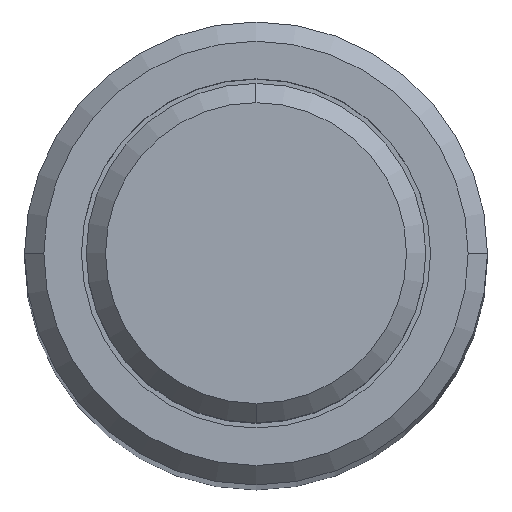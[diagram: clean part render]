
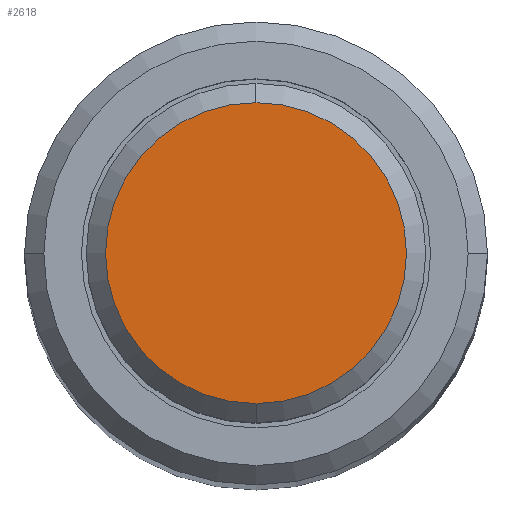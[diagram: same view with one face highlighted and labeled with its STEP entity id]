
A CAD part, top view. The second image highlights one B-rep face of the part: STEP entity #2618.
In plain terms, the highlighted planar face has unit normal (0, 0, 1).
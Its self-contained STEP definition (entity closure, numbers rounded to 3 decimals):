
#2141=CARTESIAN_POINT('',(0.,0.,81.6));
#2142=DIRECTION('',(0.,0.,-1.));
#2143=DIRECTION('',(0.,-1.,0.));
#2144=AXIS2_PLACEMENT_3D('',#2141,#2142,#2143);
#2146=CARTESIAN_POINT('',(0.,0.,81.6));
#2147=DIRECTION('',(0.,0.,-1.));
#2148=DIRECTION('',(0.,1.,0.));
#2149=AXIS2_PLACEMENT_3D('',#2146,#2147,#2148);
#2155=CARTESIAN_POINT('',(0.,-3.9,81.6));
#2156=CARTESIAN_POINT('',(0.,3.9,81.6));
#2157=VERTEX_POINT('',#2155);
#2158=VERTEX_POINT('',#2156);
#2609=CARTESIAN_POINT('',(0.,0.,81.6));
#2610=DIRECTION('',(0.,0.,1.));
#2611=DIRECTION('',(0.,1.,0.));
#2612=AXIS2_PLACEMENT_3D('',#2609,#2610,#2611);
#2613=PLANE('',#2612);
#2614=ORIENTED_EDGE('',*,*,#2596,.T.);
#2615=ORIENTED_EDGE('',*,*,#2575,.T.);
#2616=EDGE_LOOP('',(#2614,#2615));
#2617=FACE_OUTER_BOUND('',#2616,.F.);
#2618=ADVANCED_FACE('',(#2617),#2613,.T.);
#2145=CIRCLE('',#2144,3.9);
#2150=CIRCLE('',#2149,3.9);
#2575=EDGE_CURVE('',#2158,#2157,#2150,.T.);
#2596=EDGE_CURVE('',#2157,#2158,#2145,.T.);
